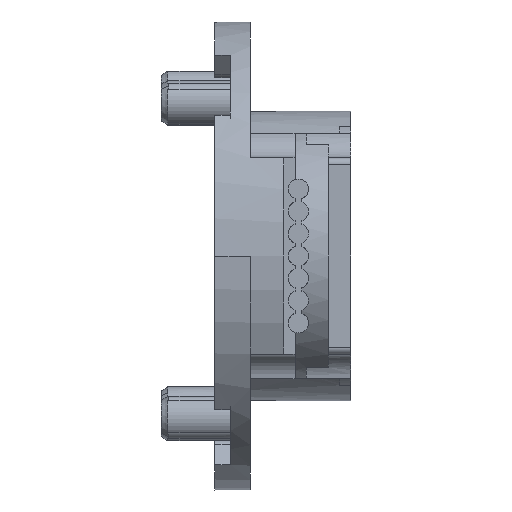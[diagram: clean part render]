
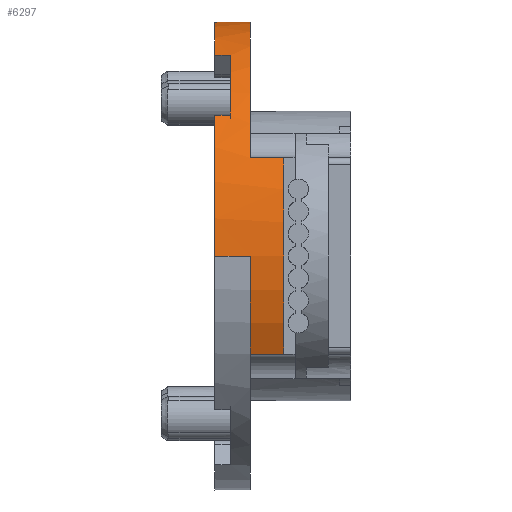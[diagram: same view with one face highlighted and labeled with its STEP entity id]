
A CAD part, front view. The second image highlights one B-rep face of the part: STEP entity #6297.
In plain terms, the highlighted cylindrical face has radius 10.5 mm (diameter 21 mm), a partial arc.
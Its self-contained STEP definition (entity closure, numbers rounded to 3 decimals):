
#578=CARTESIAN_POINT('',(5.5,10.506,-10.502));
#579=DIRECTION('',(-1.,0.,0.));
#580=DIRECTION('',(0.,-0.908,-0.419));
#581=AXIS2_PLACEMENT_3D('',#578,#579,#580);
#583=CARTESIAN_POINT('',(5.5,10.506,-10.502));
#584=DIRECTION('',(-1.,0.,0.));
#585=DIRECTION('',(0.,-1.,0.));
#586=AXIS2_PLACEMENT_3D('',#583,#584,#585);
#853=CARTESIAN_POINT('',(3.1,10.506,-10.502));
#854=DIRECTION('',(1.,0.,0.));
#855=DIRECTION('',(0.,-0.516,0.857));
#856=AXIS2_PLACEMENT_3D('',#853,#854,#855);
#942=CARTESIAN_POINT('',(3.1,10.506,-10.502));
#943=DIRECTION('',(1.,0.,0.));
#944=DIRECTION('',(0.,0.755,0.656));
#945=AXIS2_PLACEMENT_3D('',#942,#943,#944);
#1139=CARTESIAN_POINT('',(2.4,10.506,-10.502));
#1140=DIRECTION('',(1.,0.,0.));
#1141=DIRECTION('',(0.,0.455,0.891));
#1142=AXIS2_PLACEMENT_3D('',#1139,#1140,#1141);
#1156=DIRECTION('',(1.,0.,0.));
#1157=VECTOR('',#1156,0.7);
#1158=CARTESIAN_POINT('',(2.4,15.28,-1.15));
#1159=LINE('',#1158,#1157);
#1180=CARTESIAN_POINT('',(4.,10.506,-10.502));
#1181=DIRECTION('',(-1.,0.,0.));
#1182=DIRECTION('',(0.,-0.908,0.419));
#1183=AXIS2_PLACEMENT_3D('',#1180,#1181,#1182);
#1185=DIRECTION('',(-1.,0.,0.));
#1186=VECTOR('',#1185,1.6);
#1187=CARTESIAN_POINT('',(4.,21.006,-10.502));
#1188=LINE('',#1187,#1186);
#1193=DIRECTION('',(1.,0.,0.));
#1194=VECTOR('',#1193,1.6);
#1195=CARTESIAN_POINT('',(2.4,0.006,-10.502));
#1196=LINE('',#1195,#1194);
#1197=CARTESIAN_POINT('',(4.,10.506,-10.502));
#1198=DIRECTION('',(1.,0.,0.));
#1199=DIRECTION('',(0.,-1.,0.));
#1200=AXIS2_PLACEMENT_3D('',#1197,#1198,#1199);
#1216=CARTESIAN_POINT('',(2.4,10.506,-10.502));
#1217=DIRECTION('',(1.,0.,0.));
#1218=DIRECTION('',(0.,1.,0.));
#1219=AXIS2_PLACEMENT_3D('',#1216,#1217,#1218);
#1251=DIRECTION('',(1.,0.,0.));
#1252=VECTOR('',#1251,0.7);
#1253=CARTESIAN_POINT('',(2.4,18.431,-3.614));
#1254=LINE('',#1253,#1252);
#1324=CARTESIAN_POINT('',(2.4,10.506,-10.502));
#1325=DIRECTION('',(1.,0.,0.));
#1326=DIRECTION('',(0.,-0.799,0.602));
#1327=AXIS2_PLACEMENT_3D('',#1324,#1325,#1326);
#1357=DIRECTION('',(-1.,0.,0.));
#1358=VECTOR('',#1357,0.7);
#1359=CARTESIAN_POINT('',(3.1,2.12,-4.183));
#1360=LINE('',#1359,#1358);
#1381=DIRECTION('',(1.,0.,0.));
#1382=VECTOR('',#1381,1.5);
#1383=CARTESIAN_POINT('',(4.,0.972,-14.902));
#1384=LINE('',#1383,#1382);
#1479=DIRECTION('',(-1.,0.,0.));
#1480=VECTOR('',#1479,1.5);
#1481=CARTESIAN_POINT('',(5.5,0.972,-6.102));
#1482=LINE('',#1481,#1480);
#2718=DIRECTION('',(1.,0.,0.));
#2719=VECTOR('',#2718,0.7);
#2720=CARTESIAN_POINT('',(2.4,5.092,-1.505));
#2721=LINE('',#2720,#2719);
#3798=CARTESIAN_POINT('',(2.4,21.006,-10.502));
#3799=VERTEX_POINT('',#3798);
#3800=CARTESIAN_POINT('',(2.4,18.431,-3.614));
#3801=VERTEX_POINT('',#3800);
#3814=CARTESIAN_POINT('',(3.1,5.092,-1.505));
#3815=VERTEX_POINT('',#3814);
#3816=CARTESIAN_POINT('',(3.1,2.12,-4.183));
#3817=VERTEX_POINT('',#3816);
#3850=CARTESIAN_POINT('',(3.1,18.431,-3.614));
#3851=VERTEX_POINT('',#3850);
#3852=CARTESIAN_POINT('',(3.1,15.28,-1.15));
#3853=VERTEX_POINT('',#3852);
#3928=CARTESIAN_POINT('',(2.4,15.28,-1.15));
#3929=VERTEX_POINT('',#3928);
#3930=CARTESIAN_POINT('',(2.4,5.092,-1.505));
#3931=VERTEX_POINT('',#3930);
#3932=CARTESIAN_POINT('',(5.5,0.972,-6.102));
#3933=CARTESIAN_POINT('',(4.,0.972,-6.102));
#3934=VERTEX_POINT('',#3932);
#3935=VERTEX_POINT('',#3933);
#3936=CARTESIAN_POINT('',(4.,0.972,-14.902));
#3937=CARTESIAN_POINT('',(5.5,0.972,-14.902));
#3938=VERTEX_POINT('',#3936);
#3939=VERTEX_POINT('',#3937);
#3940=CARTESIAN_POINT('',(4.,0.006,-10.502));
#3941=VERTEX_POINT('',#3940);
#3942=CARTESIAN_POINT('',(2.4,0.006,-10.502));
#3943=VERTEX_POINT('',#3942);
#3944=CARTESIAN_POINT('',(2.4,2.12,-4.183));
#3945=VERTEX_POINT('',#3944);
#3946=CARTESIAN_POINT('',(4.,21.006,-10.502));
#3947=VERTEX_POINT('',#3946);
#3984=CARTESIAN_POINT('',(5.5,0.006,-10.502));
#3985=VERTEX_POINT('',#3984);
#6262=CARTESIAN_POINT('',(2.338,10.506,-10.502));
#6263=DIRECTION('',(1.,0.,0.));
#6264=DIRECTION('',(0.,-1.,0.));
#6265=AXIS2_PLACEMENT_3D('',#6262,#6263,#6264);
#6266=CYLINDRICAL_SURFACE('',#6265,10.5);
#6268=ORIENTED_EDGE('',*,*,#6267,.F.);
#6270=ORIENTED_EDGE('',*,*,#6269,.F.);
#6271=ORIENTED_EDGE('',*,*,#5704,.F.);
#6272=ORIENTED_EDGE('',*,*,#5702,.F.);
#6274=ORIENTED_EDGE('',*,*,#6273,.F.);
#6276=ORIENTED_EDGE('',*,*,#6275,.F.);
#6278=ORIENTED_EDGE('',*,*,#6277,.F.);
#6280=ORIENTED_EDGE('',*,*,#6279,.F.);
#6282=ORIENTED_EDGE('',*,*,#6281,.F.);
#6283=ORIENTED_EDGE('',*,*,#6070,.F.);
#6285=ORIENTED_EDGE('',*,*,#6284,.F.);
#6286=ORIENTED_EDGE('',*,*,#6229,.F.);
#6287=ORIENTED_EDGE('',*,*,#6256,.T.);
#6288=ORIENTED_EDGE('',*,*,#6108,.F.);
#6290=ORIENTED_EDGE('',*,*,#6289,.F.);
#6292=ORIENTED_EDGE('',*,*,#6291,.F.);
#6294=ORIENTED_EDGE('',*,*,#6293,.F.);
#6295=EDGE_LOOP('',(#6268,#6270,#6271,#6272,#6274,#6276,#6278,#6280,#6282,#6283,
#6285,#6286,#6287,#6288,#6290,#6292,#6294));
#6296=FACE_OUTER_BOUND('',#6295,.F.);
#6297=ADVANCED_FACE('',(#6296),#6266,.T.);
#582=CIRCLE('',#581,10.5);
#587=CIRCLE('',#586,10.5);
#857=CIRCLE('',#856,10.5);
#946=CIRCLE('',#945,10.5);
#1143=CIRCLE('',#1142,10.5);
#1184=CIRCLE('',#1183,10.5);
#1201=CIRCLE('',#1200,10.5);
#1220=CIRCLE('',#1219,10.5);
#1328=CIRCLE('',#1327,10.5);
#5702=EDGE_CURVE('',#3939,#3985,#582,.T.);
#5704=EDGE_CURVE('',#3985,#3934,#587,.T.);
#6070=EDGE_CURVE('',#3815,#3817,#857,.T.);
#6108=EDGE_CURVE('',#3851,#3853,#946,.T.);
#6229=EDGE_CURVE('',#3929,#3931,#1143,.T.);
#6256=EDGE_CURVE('',#3929,#3853,#1159,.T.);
#6267=EDGE_CURVE('',#3935,#3947,#1184,.T.);
#6269=EDGE_CURVE('',#3934,#3935,#1482,.T.);
#6273=EDGE_CURVE('',#3938,#3939,#1384,.T.);
#6275=EDGE_CURVE('',#3941,#3938,#1201,.T.);
#6277=EDGE_CURVE('',#3943,#3941,#1196,.T.);
#6279=EDGE_CURVE('',#3945,#3943,#1328,.T.);
#6281=EDGE_CURVE('',#3817,#3945,#1360,.T.);
#6284=EDGE_CURVE('',#3931,#3815,#2721,.T.);
#6289=EDGE_CURVE('',#3801,#3851,#1254,.T.);
#6291=EDGE_CURVE('',#3799,#3801,#1220,.T.);
#6293=EDGE_CURVE('',#3947,#3799,#1188,.T.);
